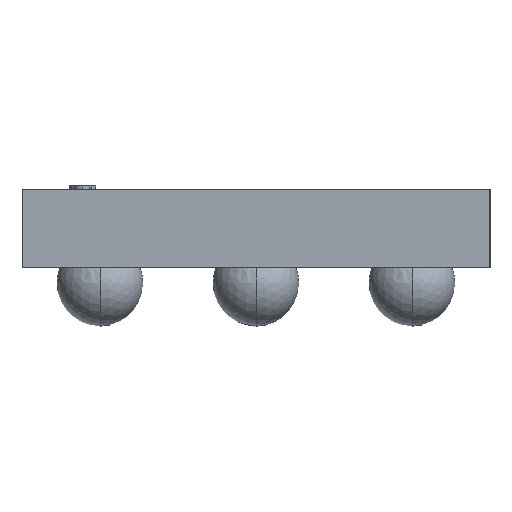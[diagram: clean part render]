
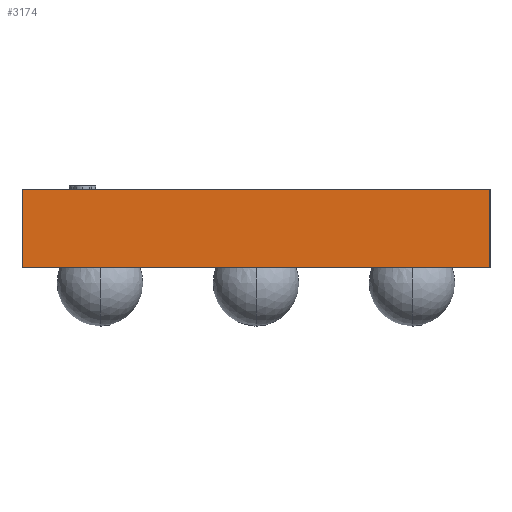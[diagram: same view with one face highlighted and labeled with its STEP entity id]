
A CAD part, left-side view. The second image highlights one B-rep face of the part: STEP entity #3174.
In plain terms, the highlighted planar face has unit normal (-1, 0, 0).
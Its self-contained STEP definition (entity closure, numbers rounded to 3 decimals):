
#709 = DIRECTION ( 'NONE',  ( 0., -1., 0. ) ) ;
#2089 = CARTESIAN_POINT ( 'NONE',  ( -0.8, -0.6, 0. ) ) ;
#2324 = VERTEX_POINT ( 'NONE', #13892 ) ;
#2710 = DIRECTION ( 'NONE',  ( 0., 0., -1. ) ) ;
#2971 = VERTEX_POINT ( 'NONE', #4206 ) ;
#3032 = LINE ( 'NONE', #11191, #12025 ) ;
#3174 = ADVANCED_FACE ( 'NONE', ( #8096 ), #8021, .F. ) ;
#3285 = EDGE_CURVE ( 'NONE', #6733, #2324, #3032, .T. ) ;
#3374 = ORIENTED_EDGE ( 'NONE', *, *, #13063, .T. ) ;
#4206 = CARTESIAN_POINT ( 'NONE',  ( -0.8, 0.6, 0. ) ) ;
#4410 = ORIENTED_EDGE ( 'NONE', *, *, #3285, .F. ) ;
#4479 = EDGE_CURVE ( 'NONE', #2324, #8473, #11025, .T. ) ;
#4490 = ORIENTED_EDGE ( 'NONE', *, *, #9968, .T. ) ;
#5266 = VECTOR ( 'NONE', #6492, 1000. ) ;
#5394 = LINE ( 'NONE', #7792, #9954 ) ;
#5754 = DIRECTION ( 'NONE',  ( 0., 0., -1. ) ) ;
#6027 = LINE ( 'NONE', #7451, #12896 ) ;
#6492 = DIRECTION ( 'NONE',  ( 0., 0., -1. ) ) ;
#6733 = VERTEX_POINT ( 'NONE', #10184 ) ;
#7104 = EDGE_LOOP ( 'NONE', ( #3374, #12435, #4410, #4490 ) ) ;
#7451 = CARTESIAN_POINT ( 'NONE',  ( -0.8, 0.6, 0.2 ) ) ;
#7686 = CARTESIAN_POINT ( 'NONE',  ( -0.8, -0.6, 0.2 ) ) ;
#7792 = CARTESIAN_POINT ( 'NONE',  ( -0.8, -0.6, 0. ) ) ;
#8021 = PLANE ( 'NONE',  #12313 ) ;
#8096 = FACE_OUTER_BOUND ( 'NONE', #7104, .T. ) ;
#8473 = VERTEX_POINT ( 'NONE', #2089 ) ;
#9954 = VECTOR ( 'NONE', #12190, 1000. ) ;
#9968 = EDGE_CURVE ( 'NONE', #6733, #2971, #6027, .T. ) ;
#10184 = CARTESIAN_POINT ( 'NONE',  ( -0.8, 0.6, 0.2 ) ) ;
#10237 = DIRECTION ( 'NONE',  ( 1., 0., 0. ) ) ;
#11025 = LINE ( 'NONE', #7686, #5266 ) ;
#11191 = CARTESIAN_POINT ( 'NONE',  ( -0.8, -0.6, 0.2 ) ) ;
#11646 = CARTESIAN_POINT ( 'NONE',  ( -0.8, -0.6, 0.2 ) ) ;
#12025 = VECTOR ( 'NONE', #709, 1000. ) ;
#12190 = DIRECTION ( 'NONE',  ( 0., -1., 0. ) ) ;
#12313 = AXIS2_PLACEMENT_3D ( 'NONE', #11646, #10237, #5754 ) ;
#12435 = ORIENTED_EDGE ( 'NONE', *, *, #4479, .F. ) ;
#12896 = VECTOR ( 'NONE', #2710, 1000. ) ;
#13063 = EDGE_CURVE ( 'NONE', #2971, #8473, #5394, .T. ) ;
#13892 = CARTESIAN_POINT ( 'NONE',  ( -0.8, -0.6, 0.2 ) ) ;
